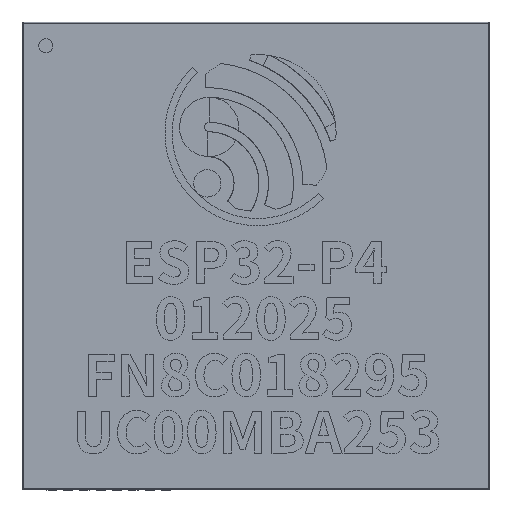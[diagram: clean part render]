
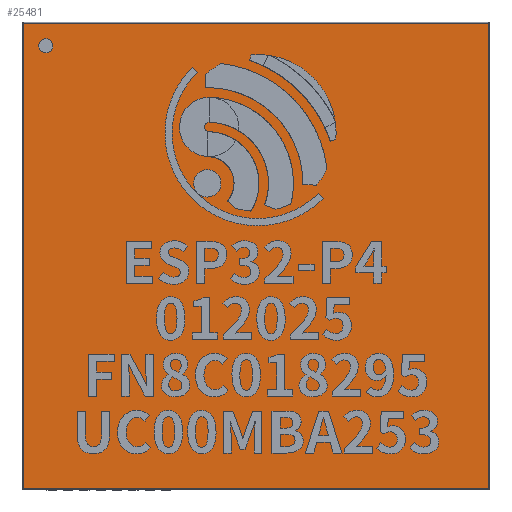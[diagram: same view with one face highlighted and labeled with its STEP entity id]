
A CAD part, top view. The second image highlights one B-rep face of the part: STEP entity #25481.
In plain terms, the highlighted planar face has unit normal (0, 0, 1).
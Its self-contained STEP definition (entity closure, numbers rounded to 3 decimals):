
#25307 = VERTEX_POINT('',#25308);
#25308 = CARTESIAN_POINT('',(-4.98,-4.98,0.75));
#25315 = EDGE_CURVE('',#25307,#25316,#25318,.T.);
#25316 = VERTEX_POINT('',#25317);
#25317 = CARTESIAN_POINT('',(4.98,-4.98,0.75));
#25318 = LINE('',#25319,#25320);
#25319 = CARTESIAN_POINT('',(-5.,-4.98,0.75));
#25320 = VECTOR('',#25321,1.);
#25321 = DIRECTION('',(1.,0.,0.));
#25481 = ADVANCED_FACE('',(#25482,#25507),#25518,.T.);
#25482 = FACE_BOUND('',#25483,.T.);
#25483 = EDGE_LOOP('',(#25484,#25494,#25500,#25501));
#25484 = ORIENTED_EDGE('',*,*,#25485,.T.);
#25485 = EDGE_CURVE('',#25486,#25488,#25490,.T.);
#25486 = VERTEX_POINT('',#25487);
#25487 = CARTESIAN_POINT('',(4.98,4.98,0.75));
#25488 = VERTEX_POINT('',#25489);
#25489 = CARTESIAN_POINT('',(-4.98,4.98,0.75));
#25490 = LINE('',#25491,#25492);
#25491 = CARTESIAN_POINT('',(5.,4.98,0.75));
#25492 = VECTOR('',#25493,1.);
#25493 = DIRECTION('',(-1.,0.,0.));
#25494 = ORIENTED_EDGE('',*,*,#25495,.T.);
#25495 = EDGE_CURVE('',#25488,#25307,#25496,.T.);
#25496 = LINE('',#25497,#25498);
#25497 = CARTESIAN_POINT('',(-4.98,5.,0.75));
#25498 = VECTOR('',#25499,1.);
#25499 = DIRECTION('',(0.,-1.,0.));
#25500 = ORIENTED_EDGE('',*,*,#25315,.T.);
#25501 = ORIENTED_EDGE('',*,*,#25502,.T.);
#25502 = EDGE_CURVE('',#25316,#25486,#25503,.T.);
#25503 = LINE('',#25504,#25505);
#25504 = CARTESIAN_POINT('',(4.98,-5.,0.75));
#25505 = VECTOR('',#25506,1.);
#25506 = DIRECTION('',(0.,1.,0.));
#25507 = FACE_BOUND('',#25508,.T.);
#25508 = EDGE_LOOP('',(#25509));
#25509 = ORIENTED_EDGE('',*,*,#25510,.F.);
#25510 = EDGE_CURVE('',#25511,#25511,#25513,.T.);
#25511 = VERTEX_POINT('',#25512);
#25512 = CARTESIAN_POINT('',(-4.35,4.5,0.75));
#25513 = CIRCLE('',#25514,0.15);
#25514 = AXIS2_PLACEMENT_3D('',#25515,#25516,#25517);
#25515 = CARTESIAN_POINT('',(-4.5,4.5,0.75));
#25516 = DIRECTION('',(0.,0.,1.));
#25517 = DIRECTION('',(1.,0.,0.));
#25518 = PLANE('',#25519);
#25519 = AXIS2_PLACEMENT_3D('',#25520,#25521,#25522);
#25520 = CARTESIAN_POINT('',(0.,0.,0.75));
#25521 = DIRECTION('',(0.,0.,1.));
#25522 = DIRECTION('',(1.,0.,0.));
